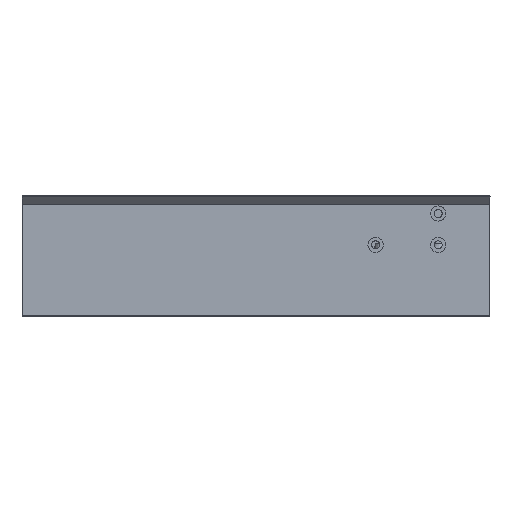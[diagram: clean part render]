
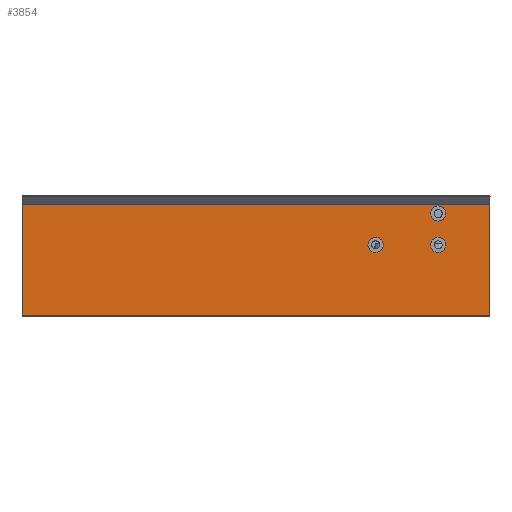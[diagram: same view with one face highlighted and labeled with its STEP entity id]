
A CAD part, top view. The second image highlights one B-rep face of the part: STEP entity #3854.
In plain terms, the highlighted planar face has unit normal (0, 0, 1).
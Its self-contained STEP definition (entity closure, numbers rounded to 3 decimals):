
#254=CARTESIAN_POINT('',(-0.941,264.624,567.032));
#255=VERTEX_POINT('',#254);
#262=CARTESIAN_POINT('',(-185.977,264.65,567.032));
#263=VERTEX_POINT('',#262);
#264=CARTESIAN_POINT('',(-185.977,264.65,567.032));
#265=DIRECTION('',(1.,0.,-0.));
#266=VECTOR('',#265,185.036);
#267=LINE('',#264,#266);
#268=EDGE_CURVE('',#263,#255,#267,.T.);
#3095=CARTESIAN_POINT('',(-185.977,308.69,567.032));
#3096=VERTEX_POINT('',#3095);
#3097=CARTESIAN_POINT('',(-185.977,308.69,567.032));
#3098=DIRECTION('',(-0.,-1.,0.));
#3099=VECTOR('',#3098,44.04);
#3100=LINE('',#3097,#3099);
#3101=EDGE_CURVE('',#3096,#263,#3100,.T.);
#3771=CARTESIAN_POINT('',(2.822,302.177,567.032));
#3772=DIRECTION('',(0.,0.,1.));
#3773=DIRECTION('',(1.,0.,-0.));
#3774=AXIS2_PLACEMENT_3D('',#3771,#3772,#3773);
#3775=PLANE('',#3774);
#3776=CARTESIAN_POINT('',(-0.941,308.664,567.032));
#3777=VERTEX_POINT('',#3776);
#3778=CARTESIAN_POINT('',(-185.977,308.69,567.032));
#3779=DIRECTION('',(1.,0.,-0.));
#3780=VECTOR('',#3779,185.036);
#3781=LINE('',#3778,#3780);
#3782=EDGE_CURVE('',#3096,#3777,#3781,.T.);
#3783=ORIENTED_EDGE('',*,*,#3782,.F.);
#3784=ORIENTED_EDGE('',*,*,#3101,.T.);
#3785=ORIENTED_EDGE('',*,*,#268,.T.);
#3786=CARTESIAN_POINT('',(-0.941,308.664,567.032));
#3787=DIRECTION('',(-0.,-1.,0.));
#3788=VECTOR('',#3787,44.04);
#3789=LINE('',#3786,#3788);
#3790=EDGE_CURVE('',#3777,#255,#3789,.T.);
#3791=ORIENTED_EDGE('',*,*,#3790,.F.);
#3792=EDGE_LOOP('',(#3783,#3784,#3785,#3791));
#3793=FACE_BOUND('',#3792,.T.);
#3794=CARTESIAN_POINT('',(-21.438,308.123,567.032));
#3795=VERTEX_POINT('',#3794);
#3796=CARTESIAN_POINT('',(-18.438,305.123,567.032));
#3797=VERTEX_POINT('',#3796);
#3798=CARTESIAN_POINT('',(-21.438,305.123,567.032));
#3799=DIRECTION('',(0.,0.,1.));
#3800=DIRECTION('',(1.,0.,-0.));
#3801=AXIS2_PLACEMENT_3D('',#3798,#3799,#3800);
#3802=CIRCLE('',#3801,3.);
#3803=EDGE_CURVE('',#3795,#3797,#3802,.T.);
#3804=ORIENTED_EDGE('',*,*,#3803,.F.);
#3805=CARTESIAN_POINT('',(-21.438,305.123,567.032));
#3806=DIRECTION('',(0.,0.,1.));
#3807=DIRECTION('',(1.,0.,-0.));
#3808=AXIS2_PLACEMENT_3D('',#3805,#3806,#3807);
#3809=CIRCLE('',#3808,3.);
#3810=EDGE_CURVE('',#3797,#3795,#3809,.T.);
#3811=ORIENTED_EDGE('',*,*,#3810,.F.);
#3812=EDGE_LOOP('',(#3804,#3811));
#3813=FACE_BOUND('',#3812,.T.);
#3814=CARTESIAN_POINT('',(-21.438,295.723,567.032));
#3815=VERTEX_POINT('',#3814);
#3816=CARTESIAN_POINT('',(-24.243,293.787,567.032));
#3817=VERTEX_POINT('',#3816);
#3818=CARTESIAN_POINT('',(-21.438,292.723,567.032));
#3819=DIRECTION('',(0.,0.,1.));
#3820=DIRECTION('',(-0.935,0.355,0.));
#3821=AXIS2_PLACEMENT_3D('',#3818,#3819,#3820);
#3822=CIRCLE('',#3821,3.);
#3823=EDGE_CURVE('',#3815,#3817,#3822,.T.);
#3824=ORIENTED_EDGE('',*,*,#3823,.F.);
#3825=CARTESIAN_POINT('',(-21.438,292.723,567.032));
#3826=DIRECTION('',(0.,0.,1.));
#3827=DIRECTION('',(-0.935,0.355,0.));
#3828=AXIS2_PLACEMENT_3D('',#3825,#3826,#3827);
#3829=CIRCLE('',#3828,3.);
#3830=EDGE_CURVE('',#3817,#3815,#3829,.T.);
#3831=ORIENTED_EDGE('',*,*,#3830,.F.);
#3832=EDGE_LOOP('',(#3824,#3831));
#3833=FACE_BOUND('',#3832,.T.);
#3834=CARTESIAN_POINT('',(-46.188,295.723,567.032));
#3835=VERTEX_POINT('',#3834);
#3836=CARTESIAN_POINT('',(-48.857,294.091,567.032));
#3837=VERTEX_POINT('',#3836);
#3838=CARTESIAN_POINT('',(-46.188,292.723,567.032));
#3839=DIRECTION('',(0.,0.,1.));
#3840=DIRECTION('',(-0.89,0.456,0.));
#3841=AXIS2_PLACEMENT_3D('',#3838,#3839,#3840);
#3842=CIRCLE('',#3841,3.);
#3843=EDGE_CURVE('',#3835,#3837,#3842,.T.);
#3844=ORIENTED_EDGE('',*,*,#3843,.F.);
#3845=CARTESIAN_POINT('',(-46.188,292.723,567.032));
#3846=DIRECTION('',(0.,0.,1.));
#3847=DIRECTION('',(-0.89,0.456,0.));
#3848=AXIS2_PLACEMENT_3D('',#3845,#3846,#3847);
#3849=CIRCLE('',#3848,3.);
#3850=EDGE_CURVE('',#3837,#3835,#3849,.T.);
#3851=ORIENTED_EDGE('',*,*,#3850,.F.);
#3852=EDGE_LOOP('',(#3844,#3851));
#3853=FACE_BOUND('',#3852,.T.);
#3854=ADVANCED_FACE('',(#3793,#3813,#3833,#3853),#3775,.T.);
